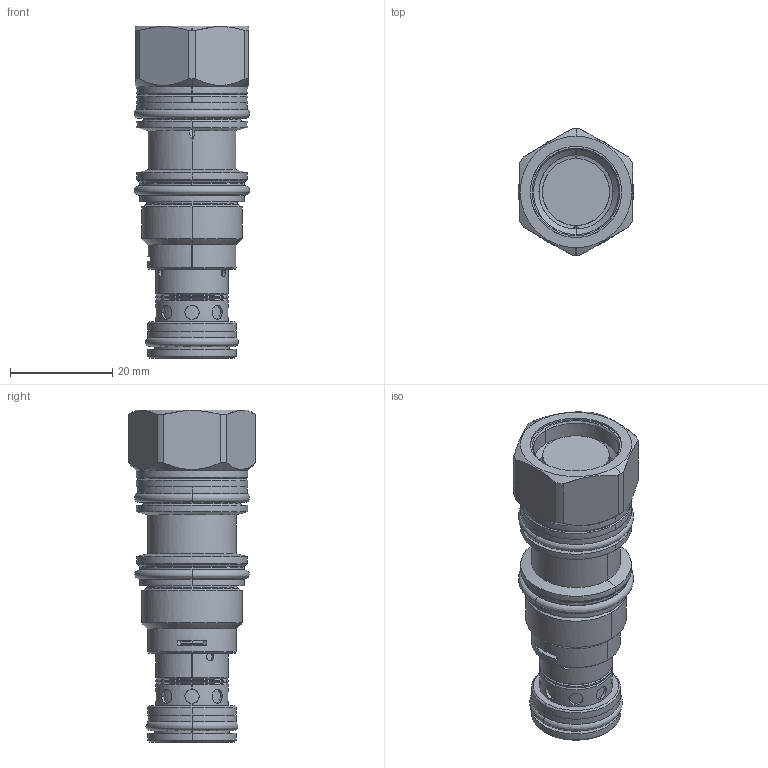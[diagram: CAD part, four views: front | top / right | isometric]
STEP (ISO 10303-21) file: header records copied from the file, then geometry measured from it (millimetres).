
FILE_DESCRIPTION((''),'2;1');
FILE_NAME('LODD8DN_SW_PRT','2021-05-11T',('charlief'),(''),'PRO/ENGINEER BY PARAMETRIC TECHNOLOGY CORPORATION, 2016010','PRO/ENGINEER BY PARAMETRIC TECHNOLOGY CORPORATION, 2016010','');
FILE_SCHEMA(('CONFIG_CONTROL_DESIGN'));
Products named in the file (1): LODD8DN_SW_PRT
Bounding box: 22.55 x 24.84 x 65.05 mm (x, y, z)
Surface area: 9711.5 mm2 (no closed solid volume)
Topology: 0 solids, 0 shells, 359 faces, 1838 edges, 1812 vertices
Faces by surface type: bspline 321, torus 38
Entity records: 54283 total; most frequent: CARTESIAN_POINT 38889, DIRECTION 2372, TRIMMED_CURVE 1903, DEFINITIONAL_REPRESENTATION 1786, PCURVE 1786, COMPOSITE_CURVE_SEGMENT 1786, VECTOR 1510, LINE 1510
